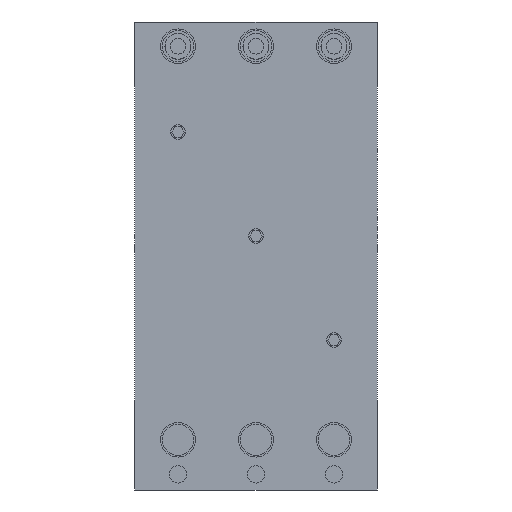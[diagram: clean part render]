
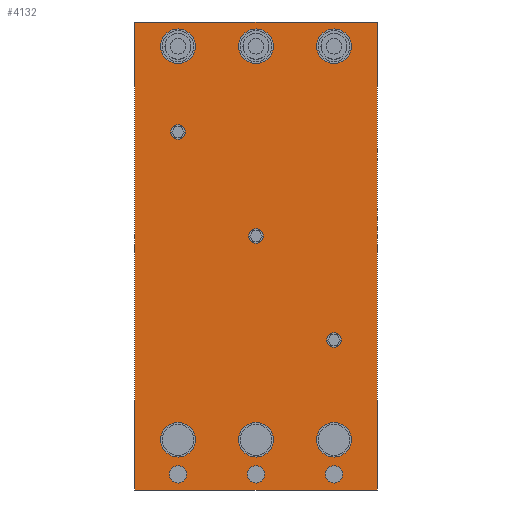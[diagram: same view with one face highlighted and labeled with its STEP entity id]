
A CAD part, front view. The second image highlights one B-rep face of the part: STEP entity #4132.
In plain terms, the highlighted face is planar.
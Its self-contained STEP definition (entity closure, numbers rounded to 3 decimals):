
#156=CIRCLE('',#4581,5.);
#157=CIRCLE('',#4582,5.);
#158=CIRCLE('',#4583,5.);
#159=CIRCLE('',#4584,4.25);
#160=CIRCLE('',#4585,4.25);
#161=CIRCLE('',#4586,4.25);
#162=CIRCLE('',#4587,10.);
#163=CIRCLE('',#4588,10.);
#164=CIRCLE('',#4589,10.);
#165=CIRCLE('',#4590,10.);
#166=CIRCLE('',#4591,10.);
#167=CIRCLE('',#4592,10.);
#1069=ORIENTED_EDGE('',*,*,#1815,.F.);
#1070=ORIENTED_EDGE('',*,*,#1816,.F.);
#1071=ORIENTED_EDGE('',*,*,#1817,.F.);
#1072=ORIENTED_EDGE('',*,*,#1818,.F.);
#1073=ORIENTED_EDGE('',*,*,#1819,.F.);
#1074=ORIENTED_EDGE('',*,*,#1820,.F.);
#1075=ORIENTED_EDGE('',*,*,#1821,.F.);
#1076=ORIENTED_EDGE('',*,*,#1822,.F.);
#1077=ORIENTED_EDGE('',*,*,#1823,.F.);
#1078=ORIENTED_EDGE('',*,*,#1824,.F.);
#1079=ORIENTED_EDGE('',*,*,#1825,.F.);
#1080=ORIENTED_EDGE('',*,*,#1826,.F.);
#1081=ORIENTED_EDGE('',*,*,#1827,.T.);
#1082=ORIENTED_EDGE('',*,*,#1828,.F.);
#1083=ORIENTED_EDGE('',*,*,#1829,.F.);
#1084=ORIENTED_EDGE('',*,*,#1813,.T.);
#1813=EDGE_CURVE('',#2248,#2247,#2686,.T.);
#1815=EDGE_CURVE('',#2249,#2249,#156,.F.);
#1816=EDGE_CURVE('',#2250,#2250,#157,.F.);
#1817=EDGE_CURVE('',#2251,#2251,#158,.F.);
#1818=EDGE_CURVE('',#2252,#2252,#159,.F.);
#1819=EDGE_CURVE('',#2253,#2253,#160,.F.);
#1820=EDGE_CURVE('',#2254,#2254,#161,.F.);
#1821=EDGE_CURVE('',#2255,#2255,#162,.F.);
#1822=EDGE_CURVE('',#2256,#2256,#163,.F.);
#1823=EDGE_CURVE('',#2257,#2257,#164,.F.);
#1824=EDGE_CURVE('',#2258,#2258,#165,.F.);
#1825=EDGE_CURVE('',#2259,#2259,#166,.F.);
#1826=EDGE_CURVE('',#2260,#2260,#167,.F.);
#1827=EDGE_CURVE('',#2247,#2261,#2688,.T.);
#1828=EDGE_CURVE('',#2262,#2261,#2689,.T.);
#1829=EDGE_CURVE('',#2248,#2262,#2690,.T.);
#2247=VERTEX_POINT('',#6764);
#2248=VERTEX_POINT('',#6766);
#2249=VERTEX_POINT('',#6770);
#2250=VERTEX_POINT('',#6772);
#2251=VERTEX_POINT('',#6774);
#2252=VERTEX_POINT('',#6776);
#2253=VERTEX_POINT('',#6778);
#2254=VERTEX_POINT('',#6780);
#2255=VERTEX_POINT('',#6782);
#2256=VERTEX_POINT('',#6784);
#2257=VERTEX_POINT('',#6786);
#2258=VERTEX_POINT('',#6788);
#2259=VERTEX_POINT('',#6790);
#2260=VERTEX_POINT('',#6792);
#2261=VERTEX_POINT('',#6794);
#2262=VERTEX_POINT('',#6796);
#2686=LINE('',#6765,#3130);
#2688=LINE('',#6793,#3132);
#2689=LINE('',#6795,#3133);
#2690=LINE('',#6797,#3134);
#3130=VECTOR('',#5543,1000.);
#3132=VECTOR('',#5571,1000.);
#3133=VECTOR('',#5572,1000.);
#3134=VECTOR('',#5573,1000.);
#3401=EDGE_LOOP('',(#1069));
#3402=EDGE_LOOP('',(#1070));
#3403=EDGE_LOOP('',(#1071));
#3404=EDGE_LOOP('',(#1072));
#3405=EDGE_LOOP('',(#1073));
#3406=EDGE_LOOP('',(#1074));
#3407=EDGE_LOOP('',(#1075));
#3408=EDGE_LOOP('',(#1076));
#3409=EDGE_LOOP('',(#1077));
#3410=EDGE_LOOP('',(#1078));
#3411=EDGE_LOOP('',(#1079));
#3412=EDGE_LOOP('',(#1080));
#3413=EDGE_LOOP('',(#1081,#1082,#1083,#1084));
#3689=FACE_BOUND('',#3401,.T.);
#3690=FACE_BOUND('',#3402,.T.);
#3691=FACE_BOUND('',#3403,.T.);
#3692=FACE_BOUND('',#3404,.T.);
#3693=FACE_BOUND('',#3405,.T.);
#3694=FACE_BOUND('',#3406,.T.);
#3695=FACE_BOUND('',#3407,.T.);
#3696=FACE_BOUND('',#3408,.T.);
#3697=FACE_BOUND('',#3409,.T.);
#3698=FACE_BOUND('',#3410,.T.);
#3699=FACE_BOUND('',#3411,.T.);
#3700=FACE_BOUND('',#3412,.T.);
#3701=FACE_BOUND('',#3413,.T.);
#3918=PLANE('',#4580);
#4132=ADVANCED_FACE('',(#3689,#3690,#3691,#3692,#3693,#3694,#3695,#3696,
#3697,#3698,#3699,#3700,#3701),#3918,.F.);
#4580=AXIS2_PLACEMENT_3D('',#6768,#5545,#5546);
#4581=AXIS2_PLACEMENT_3D('',#6769,#5547,#5548);
#4582=AXIS2_PLACEMENT_3D('',#6771,#5549,#5550);
#4583=AXIS2_PLACEMENT_3D('',#6773,#5551,#5552);
#4584=AXIS2_PLACEMENT_3D('',#6775,#5553,#5554);
#4585=AXIS2_PLACEMENT_3D('',#6777,#5555,#5556);
#4586=AXIS2_PLACEMENT_3D('',#6779,#5557,#5558);
#4587=AXIS2_PLACEMENT_3D('',#6781,#5559,#5560);
#4588=AXIS2_PLACEMENT_3D('',#6783,#5561,#5562);
#4589=AXIS2_PLACEMENT_3D('',#6785,#5563,#5564);
#4590=AXIS2_PLACEMENT_3D('',#6787,#5565,#5566);
#4591=AXIS2_PLACEMENT_3D('',#6789,#5567,#5568);
#4592=AXIS2_PLACEMENT_3D('',#6791,#5569,#5570);
#5543=DIRECTION('',(0.,0.,-1.));
#5545=DIRECTION('',(-1.,0.,0.));
#5546=DIRECTION('',(0.,0.,1.));
#5547=DIRECTION('',(-1.,0.,0.));
#5548=DIRECTION('',(0.,0.,1.));
#5549=DIRECTION('',(-1.,0.,0.));
#5550=DIRECTION('',(0.,0.,1.));
#5551=DIRECTION('',(-1.,0.,0.));
#5552=DIRECTION('',(0.,0.,1.));
#5553=DIRECTION('',(-1.,0.,0.));
#5554=DIRECTION('',(0.,0.,1.));
#5555=DIRECTION('',(-1.,0.,0.));
#5556=DIRECTION('',(0.,0.,1.));
#5557=DIRECTION('',(-1.,0.,0.));
#5558=DIRECTION('',(0.,0.,1.));
#5559=DIRECTION('',(-1.,0.,0.));
#5560=DIRECTION('',(0.,0.,1.));
#5561=DIRECTION('',(-1.,0.,0.));
#5562=DIRECTION('',(0.,0.,1.));
#5563=DIRECTION('',(-1.,0.,0.));
#5564=DIRECTION('',(0.,0.,1.));
#5565=DIRECTION('',(-1.,0.,0.));
#5566=DIRECTION('',(0.,0.,1.));
#5567=DIRECTION('',(-1.,0.,0.));
#5568=DIRECTION('',(0.,0.,1.));
#5569=DIRECTION('',(-1.,0.,0.));
#5570=DIRECTION('',(0.,0.,1.));
#5571=DIRECTION('',(0.,1.,0.));
#5572=DIRECTION('',(0.,0.,-1.));
#5573=DIRECTION('',(0.,1.,0.));
#6764=CARTESIAN_POINT('',(0.,-270.,-70.));
#6765=CARTESIAN_POINT('',(0.,-270.,70.));
#6766=CARTESIAN_POINT('',(0.,-270.,70.));
#6768=CARTESIAN_POINT('',(0.,-270.,70.));
#6769=CARTESIAN_POINT('',(0.,-261.,0.));
#6770=CARTESIAN_POINT('',(0.,-261.,5.));
#6771=CARTESIAN_POINT('',(0.,-261.,-45.));
#6772=CARTESIAN_POINT('',(0.,-261.,-40.));
#6773=CARTESIAN_POINT('',(0.,-261.,45.));
#6774=CARTESIAN_POINT('',(0.,-261.,50.));
#6775=CARTESIAN_POINT('',(0.,-123.5,0.));
#6776=CARTESIAN_POINT('',(0.,-123.5,4.25));
#6777=CARTESIAN_POINT('',(0.,-183.5,-45.));
#6778=CARTESIAN_POINT('',(0.,-183.5,-40.75));
#6779=CARTESIAN_POINT('',(0.,-63.5,45.));
#6780=CARTESIAN_POINT('',(0.,-63.5,49.25));
#6781=CARTESIAN_POINT('',(0.,-241.,-45.));
#6782=CARTESIAN_POINT('',(0.,-241.,-35.));
#6783=CARTESIAN_POINT('',(0.,-14.,45.));
#6784=CARTESIAN_POINT('',(0.,-14.,55.));
#6785=CARTESIAN_POINT('',(0.,-14.,0.));
#6786=CARTESIAN_POINT('',(0.,-14.,10.));
#6787=CARTESIAN_POINT('',(0.,-14.,-45.));
#6788=CARTESIAN_POINT('',(0.,-14.,-35.));
#6789=CARTESIAN_POINT('',(0.,-241.,0.));
#6790=CARTESIAN_POINT('',(0.,-241.,10.));
#6791=CARTESIAN_POINT('',(0.,-241.,45.));
#6792=CARTESIAN_POINT('',(0.,-241.,55.));
#6793=CARTESIAN_POINT('',(0.,-270.,-70.));
#6794=CARTESIAN_POINT('',(0.,0.,-70.));
#6795=CARTESIAN_POINT('',(0.,0.,70.));
#6796=CARTESIAN_POINT('',(0.,0.,70.));
#6797=CARTESIAN_POINT('',(0.,-270.,70.));
